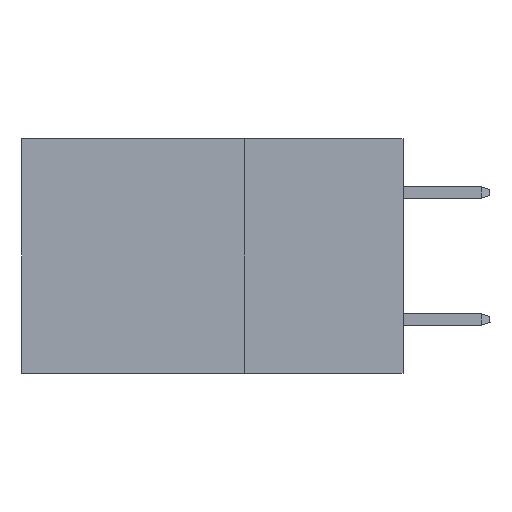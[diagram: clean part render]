
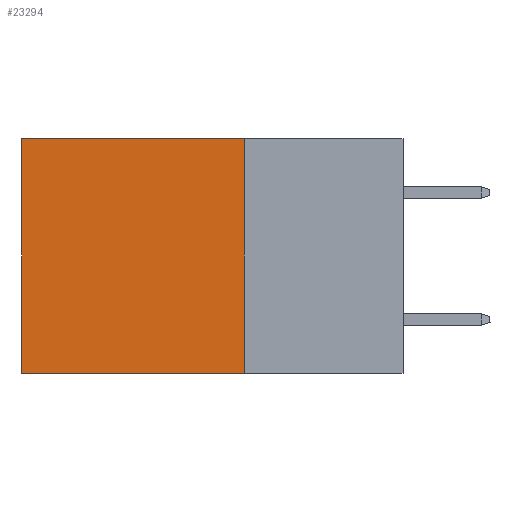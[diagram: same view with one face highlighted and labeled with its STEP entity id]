
A CAD part, left-side view. The second image highlights one B-rep face of the part: STEP entity #23294.
In plain terms, the highlighted planar face has unit normal (-1, 0, 0).
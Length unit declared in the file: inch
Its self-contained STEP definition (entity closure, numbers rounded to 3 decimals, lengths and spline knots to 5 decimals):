
#1095 = EDGE_LOOP ( 'NONE', ( #17979, #23549, #3503, #18456 ) ) ;
#1881 = DIRECTION ( 'NONE',  ( 0., 1., 0. ) ) ;
#2224 = FACE_OUTER_BOUND ( 'NONE', #1095, .T. ) ;
#2692 = EDGE_CURVE ( 'NONE', #24513, #22158, #17865, .T. ) ;
#3503 = ORIENTED_EDGE ( 'NONE', *, *, #24631, .F. ) ;
#4169 = CARTESIAN_POINT ( 'NONE',  ( 0.2875, 0.25, 0. ) ) ;
#5326 = CARTESIAN_POINT ( 'NONE',  ( 0.2875, 0.25, 0. ) ) ;
#5346 = VERTEX_POINT ( 'NONE', #25942 ) ;
#5587 = VECTOR ( 'NONE', #18028, 39.37008 ) ;
#6163 = VECTOR ( 'NONE', #1881, 39.37008 ) ;
#6267 = EDGE_CURVE ( 'NONE', #22158, #24140, #9897, .T. ) ;
#6327 = AXIS2_PLACEMENT_3D ( 'NONE', #4169, #10938, #25514 ) ;
#7964 = LINE ( 'NONE', #25044, #6163 ) ;
#9897 = LINE ( 'NONE', #16102, #5587 ) ;
#10938 = DIRECTION ( 'NONE',  ( 1., 0., 0. ) ) ;
#12079 = DIRECTION ( 'NONE',  ( 0., 1., 0. ) ) ;
#12590 = PLANE ( 'NONE',  #6327 ) ;
#13258 = CARTESIAN_POINT ( 'NONE',  ( 0.2875, 0.6, 0. ) ) ;
#16102 = CARTESIAN_POINT ( 'NONE',  ( 0.2875, 0.6, 0. ) ) ;
#16961 = CARTESIAN_POINT ( 'NONE',  ( 0.2875, 0.25, 0. ) ) ;
#17368 = LINE ( 'NONE', #25758, #21401 ) ;
#17865 = LINE ( 'NONE', #5326, #25136 ) ;
#17979 = ORIENTED_EDGE ( 'NONE', *, *, #6267, .T. ) ;
#18028 = DIRECTION ( 'NONE',  ( 0., 0., -1. ) ) ;
#18456 = ORIENTED_EDGE ( 'NONE', *, *, #2692, .T. ) ;
#19691 = DIRECTION ( 'NONE',  ( 0., 0., -1. ) ) ;
#20898 = EDGE_CURVE ( 'NONE', #5346, #24140, #7964, .T. ) ;
#21401 = VECTOR ( 'NONE', #19691, 39.37008 ) ;
#22158 = VERTEX_POINT ( 'NONE', #13258 ) ;
#23294 = ADVANCED_FACE ( 'NONE', ( #2224 ), #12590, .F. ) ;
#23549 = ORIENTED_EDGE ( 'NONE', *, *, #20898, .F. ) ;
#24140 = VERTEX_POINT ( 'NONE', #26045 ) ;
#24513 = VERTEX_POINT ( 'NONE', #16961 ) ;
#24631 = EDGE_CURVE ( 'NONE', #24513, #5346, #17368, .T. ) ;
#25044 = CARTESIAN_POINT ( 'NONE',  ( 0.2875, 0.25, -0.37 ) ) ;
#25136 = VECTOR ( 'NONE', #12079, 39.37008 ) ;
#25514 = DIRECTION ( 'NONE',  ( 0., 0., -1. ) ) ;
#25758 = CARTESIAN_POINT ( 'NONE',  ( 0.2875, 0.25, 0. ) ) ;
#25942 = CARTESIAN_POINT ( 'NONE',  ( 0.2875, 0.25, -0.37 ) ) ;
#26045 = CARTESIAN_POINT ( 'NONE',  ( 0.2875, 0.6, -0.37 ) ) ;
